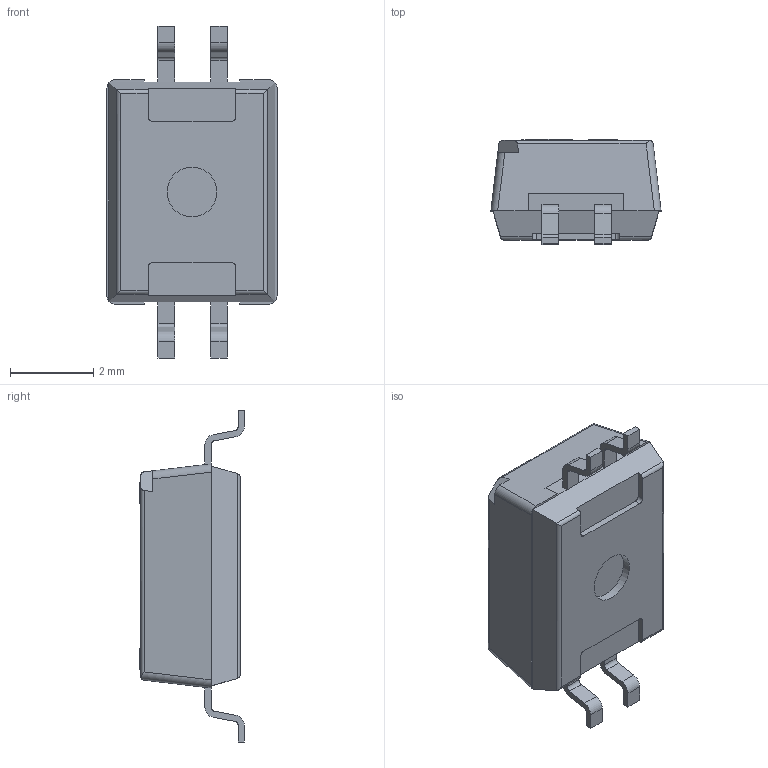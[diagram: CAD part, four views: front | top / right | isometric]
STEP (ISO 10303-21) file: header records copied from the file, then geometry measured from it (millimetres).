
FILE_DESCRIPTION( ( 'STEP AP214' ), '1' );
FILE_NAME( 'CHS-02TB.stp', '2020-02-01T20:46:34', ( '' ), ( '' ), ' ', 'PARTsolutions', ' ' );
FILE_SCHEMA( ( 'AUTOMOTIVE_DESIGN { 1 0 10303 214 1 1 1 1 }' ) );
Length unit declared in the file: millimetre
Products named in the file (3): CHS-02TB; _CHS-02-G-body; _CHS-slider
Assembly tree (3 placements, depth 2):
  CHS-02TB
    _CHS-02-G-body
    _CHS-slider  x2
Bounding box: 4.1 x 2.52 x 8 mm (x, y, z)
Volume: 46.5 mm3; surface area: 99.3 mm2
Topology: 3 solids, 3 shells, 211 faces, 567 edges, 370 vertices
Faces by surface type: plane 140, cylinder 71
Full cylindrical faces by diameter (mm): 1.2 x1
Entity records: 7640 total; most frequent: CARTESIAN_POINT 1085, DIRECTION 1042, ORIENTED_EDGE 1036, EDGE_CURVE 518, LINE 380, VECTOR 380, VERTEX_POINT 338, AXIS2_PLACEMENT_3D 331
